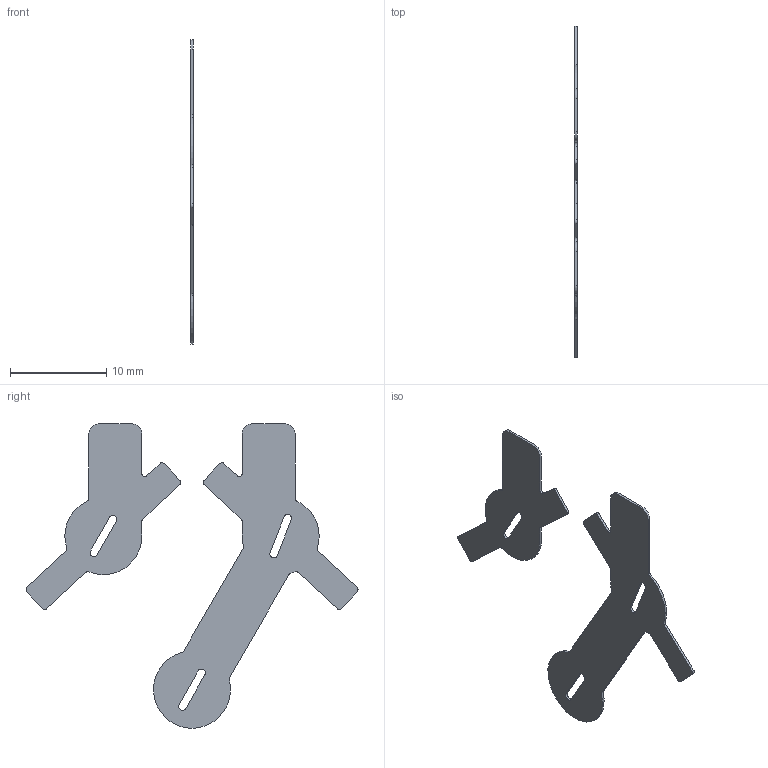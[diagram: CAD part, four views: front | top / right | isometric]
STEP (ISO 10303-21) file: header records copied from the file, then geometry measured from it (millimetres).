
FILE_DESCRIPTION(/* description */ ('','CAx-IF Rec.Pracs.---Representation and Presentation of Product Manufacturing Information (PMI)---4.0---2014-10-13'),/* implementation_level */ '2;1');
FILE_NAME(/* name */ 'weld_tab_large-v42.step',/* time_stamp */ '2025-02-22T11:54:58-08:00',/* author */ (''),/* organization */ (''),/* preprocessor_version */ 'ST-DEVELOPER v20',/* originating_system */ 'Autodesk Translation Framework v13.20.0.188',/* authorisation */ '');
FILE_SCHEMA (('AP242_MANAGED_MODEL_BASED_3D_ENGINEERING_MIM_LF { 1 0 10303 442 1 1 4 }'));
Length unit declared in the file: millimetre
Products named in the file (3): 3S Module; Tab 2; Tab 1
Assembly tree (2 placements, depth 2):
  3S Module
    Tab 2
    Tab 1
Bounding box: 0.25 x 34.46 x 31.56 mm (x, y, z)
Volume: 88 mm3; surface area: 751 mm2
Topology: 2 solids, 2 shells, 69 faces, 195 edges, 130 vertices
Faces by surface type: cylinder 37, plane 32
Entity records: 2374 total; most frequent: DIRECTION 417, CARTESIAN_POINT 399, ORIENTED_EDGE 390, EDGE_CURVE 195, AXIS2_PLACEMENT_3D 148, VERTEX_POINT 130, LINE 121, VECTOR 121
